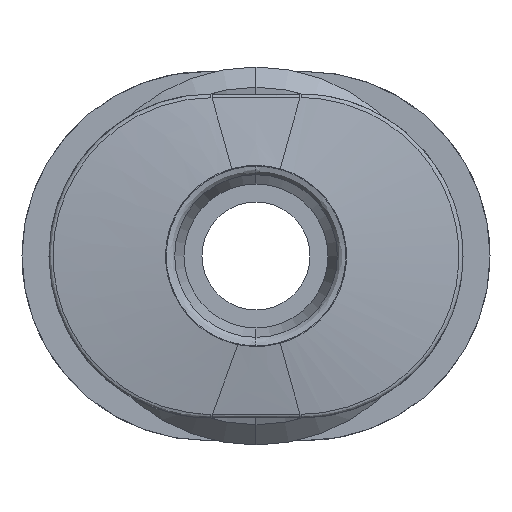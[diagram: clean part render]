
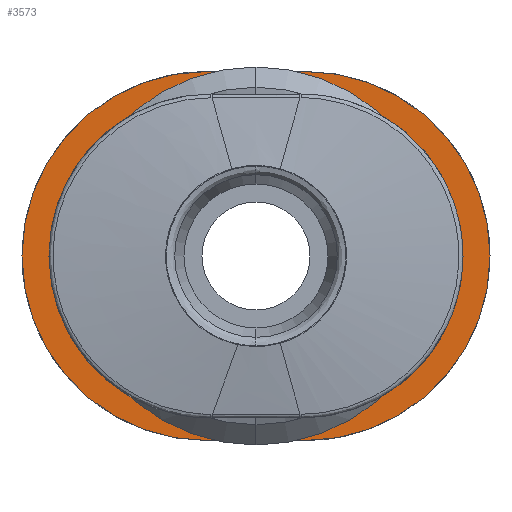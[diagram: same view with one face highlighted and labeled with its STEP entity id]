
A CAD part, front view. The second image highlights one B-rep face of the part: STEP entity #3573.
In plain terms, the highlighted planar face has unit normal (0, -1, 0).
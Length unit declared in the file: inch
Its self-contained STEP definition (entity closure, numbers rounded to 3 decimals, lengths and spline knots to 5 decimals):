
#9 = CARTESIAN_POINT ( 'NONE',  ( 0., 0.43602, 0. ) ) ;
#22 = DIRECTION ( 'NONE',  ( 0., 0., 1. ) ) ;
#153 = CARTESIAN_POINT ( 'NONE',  ( 0., 0.43602, -0.16142 ) ) ;
#155 = CARTESIAN_POINT ( 'NONE',  ( -0.04331, 0.43602, 0. ) ) ;
#201 = VERTEX_POINT ( 'NONE', #535 ) ;
#278 = VERTEX_POINT ( 'NONE', #2658 ) ;
#312 = AXIS2_PLACEMENT_3D ( 'NONE', #3552, #1872, #22 ) ;
#324 = DIRECTION ( 'NONE',  ( 0., 0., 1. ) ) ;
#340 = CARTESIAN_POINT ( 'NONE',  ( 0.04331, 0.43602, 0.16142 ) ) ;
#435 = AXIS2_PLACEMENT_3D ( 'NONE', #155, #2308, #463 ) ;
#463 = DIRECTION ( 'NONE',  ( 0., 0., 1. ) ) ;
#477 = CIRCLE ( 'NONE', #2502, 0.10827 ) ;
#535 = CARTESIAN_POINT ( 'NONE',  ( 0.04331, 0.43602, -0.16142 ) ) ;
#612 = EDGE_CURVE ( 'NONE', #2859, #1361, #2280, .T. ) ;
#748 = CIRCLE ( 'NONE', #2852, 0.16142 ) ;
#754 = EDGE_LOOP ( 'NONE', ( #1256, #1778 ) ) ;
#819 = VECTOR ( 'NONE', #3397, 39.37008 ) ;
#983 = EDGE_CURVE ( 'NONE', #2348, #278, #3042, .T. ) ;
#1129 = DIRECTION ( 'NONE',  ( 0., 1., 0. ) ) ;
#1256 = ORIENTED_EDGE ( 'NONE', *, *, #612, .F. ) ;
#1283 = EDGE_CURVE ( 'NONE', #1361, #2859, #477, .T. ) ;
#1307 = EDGE_CURVE ( 'NONE', #1607, #201, #748, .T. ) ;
#1361 = VERTEX_POINT ( 'NONE', #3623 ) ;
#1394 = VECTOR ( 'NONE', #2499, 39.37008 ) ;
#1579 = DIRECTION ( 'NONE',  ( 0., 1., 0. ) ) ;
#1607 = VERTEX_POINT ( 'NONE', #2581 ) ;
#1757 = FACE_OUTER_BOUND ( 'NONE', #2742, .T. ) ;
#1778 = ORIENTED_EDGE ( 'NONE', *, *, #1283, .F. ) ;
#1872 = DIRECTION ( 'NONE',  ( 0., -1., 0. ) ) ;
#2008 = ORIENTED_EDGE ( 'NONE', *, *, #2862, .F. ) ;
#2039 = AXIS2_PLACEMENT_3D ( 'NONE', #3679, #1129, #3152 ) ;
#2155 = ORIENTED_EDGE ( 'NONE', *, *, #3169, .F. ) ;
#2170 = DIRECTION ( 'NONE',  ( 0., -1., 0. ) ) ;
#2193 = CARTESIAN_POINT ( 'NONE',  ( 0., 0.43602, 0.10827 ) ) ;
#2201 = LINE ( 'NONE', #340, #1394 ) ;
#2280 = CIRCLE ( 'NONE', #312, 0.10827 ) ;
#2308 = DIRECTION ( 'NONE',  ( 0., 1., 0. ) ) ;
#2326 = PLANE ( 'NONE',  #2039 ) ;
#2348 = VERTEX_POINT ( 'NONE', #2515 ) ;
#2485 = ORIENTED_EDGE ( 'NONE', *, *, #983, .F. ) ;
#2499 = DIRECTION ( 'NONE',  ( 1., 0., 0. ) ) ;
#2502 = AXIS2_PLACEMENT_3D ( 'NONE', #9, #2170, #324 ) ;
#2515 = CARTESIAN_POINT ( 'NONE',  ( -0.04331, 0.43602, -0.16142 ) ) ;
#2528 = LINE ( 'NONE', #153, #819 ) ;
#2561 = FACE_BOUND ( 'NONE', #754, .T. ) ;
#2581 = CARTESIAN_POINT ( 'NONE',  ( 0.04331, 0.43602, 0.16142 ) ) ;
#2658 = CARTESIAN_POINT ( 'NONE',  ( -0.04331, 0.43602, 0.16142 ) ) ;
#2742 = EDGE_LOOP ( 'NONE', ( #2751, #2008, #2485, #2155 ) ) ;
#2751 = ORIENTED_EDGE ( 'NONE', *, *, #1307, .F. ) ;
#2852 = AXIS2_PLACEMENT_3D ( 'NONE', #3271, #1579, #3554 ) ;
#2859 = VERTEX_POINT ( 'NONE', #2193 ) ;
#2862 = EDGE_CURVE ( 'NONE', #278, #1607, #2201, .T. ) ;
#3042 = CIRCLE ( 'NONE', #435, 0.16142 ) ;
#3152 = DIRECTION ( 'NONE',  ( 0., 0., 1. ) ) ;
#3169 = EDGE_CURVE ( 'NONE', #201, #2348, #2528, .T. ) ;
#3271 = CARTESIAN_POINT ( 'NONE',  ( 0.04331, 0.43602, 0. ) ) ;
#3397 = DIRECTION ( 'NONE',  ( -1., 0., 0. ) ) ;
#3552 = CARTESIAN_POINT ( 'NONE',  ( 0., 0.43602, 0. ) ) ;
#3554 = DIRECTION ( 'NONE',  ( 0., 0., 1. ) ) ;
#3573 = ADVANCED_FACE ( 'NONE', ( #2561, #1757 ), #2326, .F. ) ;
#3623 = CARTESIAN_POINT ( 'NONE',  ( 0., 0.43602, -0.10827 ) ) ;
#3679 = CARTESIAN_POINT ( 'NONE',  ( 0., 0.43602, 0. ) ) ;
